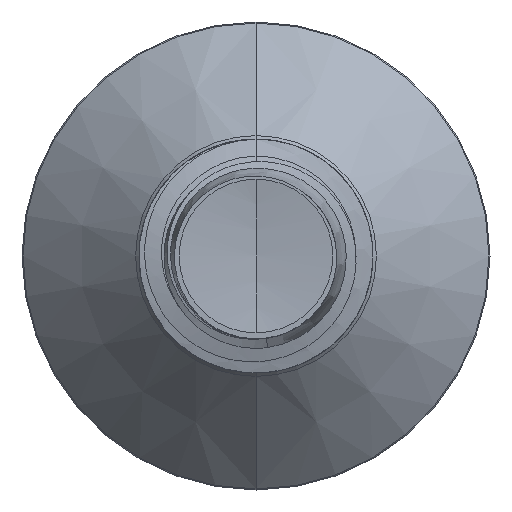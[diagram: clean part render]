
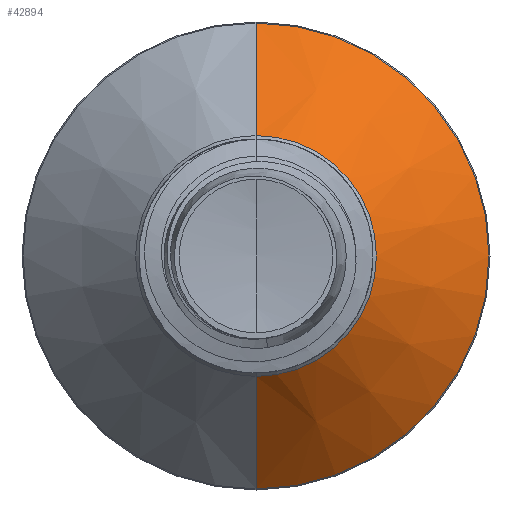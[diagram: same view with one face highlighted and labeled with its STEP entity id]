
A CAD part, front view. The second image highlights one B-rep face of the part: STEP entity #42894.
In plain terms, the highlighted conical face has half-angle 45 degrees and reference radius 3.088 mm.
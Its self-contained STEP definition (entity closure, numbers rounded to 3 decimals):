
#1000 = ORIENTED_EDGE ( 'NONE', *, *, #53437, .T. ) ;
#1997 = CONICAL_SURFACE ( 'NONE', #42846, 3.089, 0.785 ) ;
#2601 = CARTESIAN_POINT ( 'NONE',  ( 0., 33.739, 0. ) ) ;
#3517 = CARTESIAN_POINT ( 'NONE',  ( 0., 33.739, -3.089 ) ) ;
#3925 = DIRECTION ( 'NONE',  ( 0., 0., 1. ) ) ;
#6694 = DIRECTION ( 'NONE',  ( 0., 1., 0. ) ) ;
#7675 = VERTEX_POINT ( 'NONE', #39566 ) ;
#8072 = ORIENTED_EDGE ( 'NONE', *, *, #59535, .F. ) ;
#8078 = VERTEX_POINT ( 'NONE', #35185 ) ;
#9778 = AXIS2_PLACEMENT_3D ( 'NONE', #35663, #6694, #40467 ) ;
#11632 = ORIENTED_EDGE ( 'NONE', *, *, #22445, .F. ) ;
#13241 = VECTOR ( 'NONE', #13908, 1000. ) ;
#13908 = DIRECTION ( 'NONE',  ( 0., 0.707, 0.707 ) ) ;
#17533 = DIRECTION ( 'NONE',  ( 0., 0., 1. ) ) ;
#22445 = EDGE_CURVE ( 'NONE', #8078, #59478, #52839, .T. ) ;
#26168 = LINE ( 'NONE', #61996, #13241 ) ;
#29348 = FACE_OUTER_BOUND ( 'NONE', #58437, .T. ) ;
#32944 = DIRECTION ( 'NONE',  ( 0., 1., 0. ) ) ;
#35185 = CARTESIAN_POINT ( 'NONE',  ( 0., 36.624, 5.974 ) ) ;
#35663 = CARTESIAN_POINT ( 'NONE',  ( 0., 33.739, 0. ) ) ;
#35924 = ORIENTED_EDGE ( 'NONE', *, *, #47126, .T. ) ;
#39566 = CARTESIAN_POINT ( 'NONE',  ( 0., 33.739, 3.089 ) ) ;
#40467 = DIRECTION ( 'NONE',  ( 0., 0., 1. ) ) ;
#40478 = VERTEX_POINT ( 'NONE', #40935 ) ;
#40935 = CARTESIAN_POINT ( 'NONE',  ( 0., 33.739, -3.089 ) ) ;
#42846 = AXIS2_PLACEMENT_3D ( 'NONE', #2601, #46336, #17533 ) ;
#42894 = ADVANCED_FACE ( 'NONE', ( #29348 ), #1997, .T. ) ;
#45493 = AXIS2_PLACEMENT_3D ( 'NONE', #61831, #32944, #3925 ) ;
#46336 = DIRECTION ( 'NONE',  ( 0., 1., 0. ) ) ;
#47126 = EDGE_CURVE ( 'NONE', #40478, #59478, #57919, .T. ) ;
#52306 = CARTESIAN_POINT ( 'NONE',  ( 0., 36.624, -5.974 ) ) ;
#52839 = CIRCLE ( 'NONE', #45493, 5.974 ) ;
#53437 = EDGE_CURVE ( 'NONE', #7675, #40478, #56340, .T. ) ;
#56340 = CIRCLE ( 'NONE', #9778, 3.089 ) ;
#57919 = LINE ( 'NONE', #3517, #59440 ) ;
#58437 = EDGE_LOOP ( 'NONE', ( #1000, #35924, #11632, #8072 ) ) ;
#59440 = VECTOR ( 'NONE', #60390, 1000. ) ;
#59478 = VERTEX_POINT ( 'NONE', #52306 ) ;
#59535 = EDGE_CURVE ( 'NONE', #7675, #8078, #26168, .T. ) ;
#60390 = DIRECTION ( 'NONE',  ( 0., 0.707, -0.707 ) ) ;
#61831 = CARTESIAN_POINT ( 'NONE',  ( 0., 36.624, 0. ) ) ;
#61996 = CARTESIAN_POINT ( 'NONE',  ( 0., 33.739, 3.089 ) ) ;
